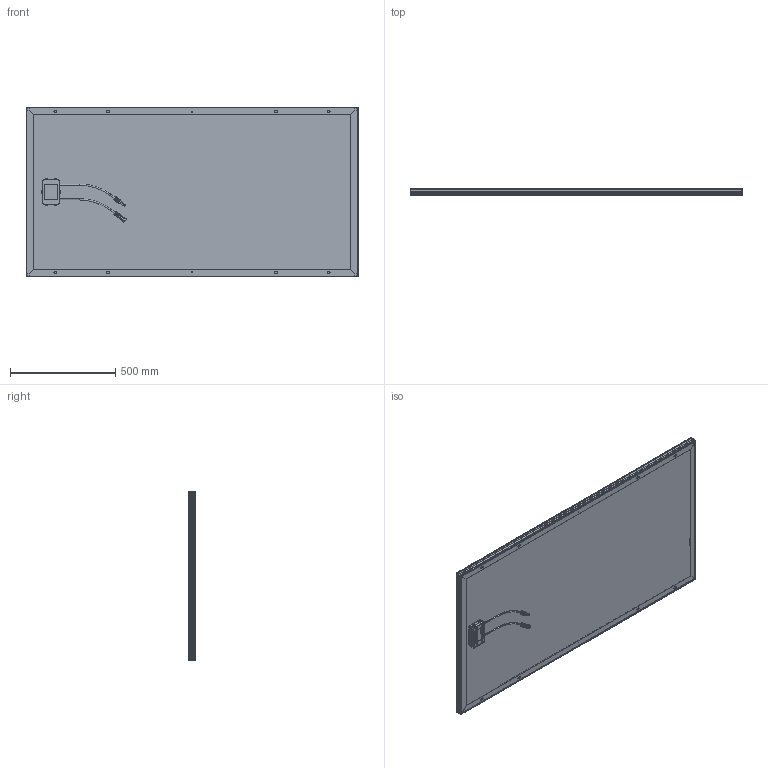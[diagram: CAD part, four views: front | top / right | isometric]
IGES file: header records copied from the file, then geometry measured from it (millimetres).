
Start section: SolidWorks IGES file using analytic representation for surfaces
Global section: file name: Unisun 200.24 M_1337.IGS; native system: SolidWorks 2017; preprocessor: SolidWorks 2017; author: yoann; date: 190215.092818; units: millimetre
Bounding box: 1580 x 35.3 x 808 mm (x, y, z)
Surface area: 3636000.3 mm2 (no closed solid volume)
Topology: 0 solids, 0 shells, 1485 faces, 17085 edges, 17085 vertices
Faces by surface type: bspline 974, revolution 511
